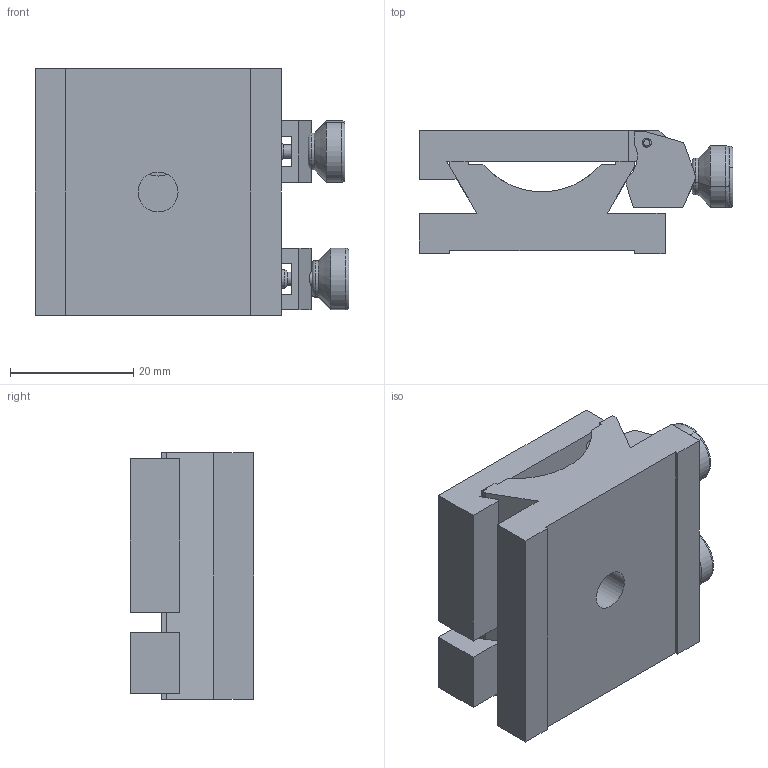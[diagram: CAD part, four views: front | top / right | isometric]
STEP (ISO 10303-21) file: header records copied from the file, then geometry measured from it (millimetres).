
FILE_DESCRIPTION (( 'STEP AP203' ), '1' );
FILE_NAME ('523565.STEP', '2024-12-12T08:17:07', ( '' ), ( '' ), 'SwSTEP 2.0', 'SolidWorks 2020', '' );
FILE_SCHEMA (( 'CONFIG_CONTROL_DESIGN' ));
Length unit declared in the file: millimetre
Products named in the file (1): 523565
Bounding box: 51.03 x 20 x 40 mm (x, y, z)
Volume: 23797.3 mm3; surface area: 12771.6 mm2
Topology: 8 solids, 8 shells, 511 faces, 1296 edges, 852 vertices
Faces by surface type: plane 361, cylinder 75, bspline 47, cone 20, torus 8
Entity records: 17534 total; most frequent: CARTESIAN_POINT 5258, ORIENTED_EDGE 2592, DIRECTION 2286, EDGE_CURVE 1296, LINE 1020, VECTOR 1020, VERTEX_POINT 852, AXIS2_PLACEMENT_3D 633
